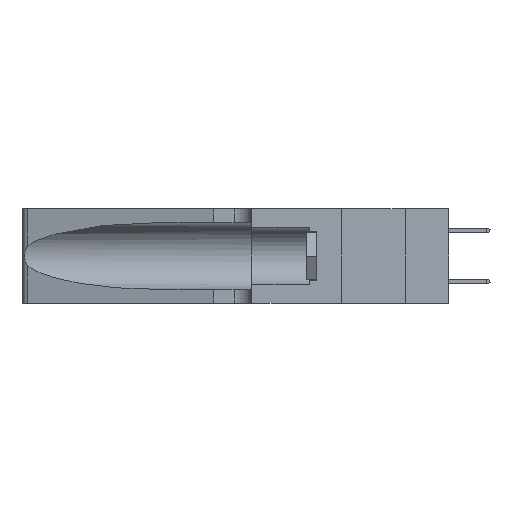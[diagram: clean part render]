
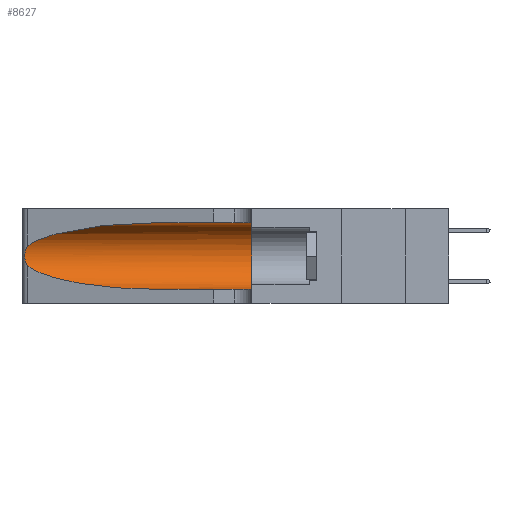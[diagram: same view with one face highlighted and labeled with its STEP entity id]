
A CAD part, left-side view. The second image highlights one B-rep face of the part: STEP entity #8627.
In plain terms, the highlighted cylindrical face has radius 3.308 mm (diameter 6.617 mm), a partial arc.
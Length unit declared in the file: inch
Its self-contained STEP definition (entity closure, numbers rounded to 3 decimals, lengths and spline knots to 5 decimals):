
#568 = CARTESIAN_POINT ( 'NONE',  ( 0.26075, 1.23896, 0.19203 ) ) ;
#1140 = EDGE_CURVE ( 'NONE', #22688, #7341, #19562, .T. ) ;
#2433 = DIRECTION ( 'NONE',  ( 0., 0., -1. ) ) ;
#2519 = ORIENTED_EDGE ( 'NONE', *, *, #26599, .F. ) ;
#2609 = CARTESIAN_POINT ( 'NONE',  ( 0.1305, 1.61858, 0.185 ) ) ;
#3318 = DIRECTION ( 'NONE',  ( 0., -1., 0. ) ) ;
#3319 = ORIENTED_EDGE ( 'NONE', *, *, #22028, .T. ) ;
#3470 = DIRECTION ( 'NONE',  ( 0., 1., 0. ) ) ;
#4394 = VERTEX_POINT ( 'NONE', #16264 ) ;
#4520 = CARTESIAN_POINT ( 'NONE',  ( 0.1305, 1.61858, 0.31525 ) ) ;
#5032 = CARTESIAN_POINT ( 'NONE',  ( 0.2373, 1.15595, 0.08982 ) ) ;
#5209 = CARTESIAN_POINT ( 'NONE',  ( 0.25639, 1.23184, 0.21858 ) ) ;
#5808 = CYLINDRICAL_SURFACE ( 'NONE', #15558, 0.13025 ) ;
#6154 = FACE_OUTER_BOUND ( 'NONE', #18538, .T. ) ;
#6845 = VECTOR ( 'NONE', #15580, 39.37008 ) ;
#7341 = VERTEX_POINT ( 'NONE', #16053 ) ;
#8627 = ADVANCED_FACE ( 'NONE', ( #6154 ), #5808, .F. ) ;
#9223 = CARTESIAN_POINT ( 'NONE',  ( 0.26017, 1.23833, 0.17102 ) ) ;
#10566 = ORIENTED_EDGE ( 'NONE', *, *, #16602, .T. ) ;
#10924 = DIRECTION ( 'NONE',  ( 0., -1., 0. ) ) ;
#10967 = VERTEX_POINT ( 'NONE', #12093 ) ;
#11129 = CARTESIAN_POINT ( 'NONE',  ( 0.2373, 1.15595, 0.28018 ) ) ;
#12093 = CARTESIAN_POINT ( 'NONE',  ( 0.1305, 0.72297, 0.05475 ) ) ;
#12593 = CARTESIAN_POINT ( 'NONE',  ( 0.1305, 0.35, 0.05475 ) ) ;
#13207 = CARTESIAN_POINT ( 'NONE',  ( 0.1305, 0.72297, 0.31525 ) ) ;
#13581 = CARTESIAN_POINT ( 'NONE',  ( 0.25555, 1.22994, 0.2215 ) ) ;
#13682 = CARTESIAN_POINT ( 'NONE',  ( 0.26018, 1.23835, 0.19895 ) ) ;
#13730 = VECTOR ( 'NONE', #10924, 39.37008 ) ;
#13774 = CARTESIAN_POINT ( 'NONE',  ( 0.25639, 1.23186, 0.15144 ) ) ;
#13796 = CARTESIAN_POINT ( 'NONE',  ( 0.1305, 0.72297, 0.05475 ) ) ;
#13866 = CARTESIAN_POINT ( 'NONE',  ( 0.25789, 1.23486, 0.15765 ) ) ;
#13956 =( BOUNDED_CURVE ( )  B_SPLINE_CURVE ( 3, ( #24906, #5032, #20273, #13796 ),
 .UNSPECIFIED., .F., .T. ) 
 B_SPLINE_CURVE_WITH_KNOTS ( ( 4, 4 ),
 ( 3.44316, 4.71239 ),
 .UNSPECIFIED. ) 
 CURVE ( )  GEOMETRIC_REPRESENTATION_ITEM ( )  RATIONAL_B_SPLINE_CURVE ( ( 1., 0.87, 0.87, 1. ) ) 
 REPRESENTATION_ITEM ( '' )  );
#14501 = CARTESIAN_POINT ( 'NONE',  ( 0.1305, 0.35, 0.185 ) ) ;
#15558 = AXIS2_PLACEMENT_3D ( 'NONE', #2609, #3318, #2433 ) ;
#15580 = DIRECTION ( 'NONE',  ( 0., -1., 0. ) ) ;
#16053 = CARTESIAN_POINT ( 'NONE',  ( 0.1305, 0.35, 0.31525 ) ) ;
#16264 = CARTESIAN_POINT ( 'NONE',  ( 0.25487, 1.22718, 0.14631 ) ) ;
#16602 = EDGE_CURVE ( 'NONE', #4394, #10967, #13956, .T. ) ;
#17023 = VERTEX_POINT ( 'NONE', #12593 ) ;
#18047 = CARTESIAN_POINT ( 'NONE',  ( 0.1305, 1.61858, 0.05475 ) ) ;
#18068 = CARTESIAN_POINT ( 'NONE',  ( 0.25856, 1.23593, 0.16098 ) ) ;
#18107 = EDGE_CURVE ( 'NONE', #22688, #25630, #19906, .T. ) ;
#18164 = CARTESIAN_POINT ( 'NONE',  ( 0.25555, 1.22993, 0.14849 ) ) ;
#18261 = CARTESIAN_POINT ( 'NONE',  ( 0.25487, 1.22718, 0.14631 ) ) ;
#18538 = EDGE_LOOP ( 'NONE', ( #24916, #27182, #10566, #3319, #2519, #21074 ) ) ;
#19562 = LINE ( 'NONE', #4520, #13730 ) ;
#19906 =( BOUNDED_CURVE ( )  B_SPLINE_CURVE ( 3, ( #13207, #21894, #11129, #26327 ),
 .UNSPECIFIED., .F., .F. ) 
 B_SPLINE_CURVE_WITH_KNOTS ( ( 4, 4 ),
 ( 1.5708, 2.84003 ),
 .UNSPECIFIED. ) 
 CURVE ( )  GEOMETRIC_REPRESENTATION_ITEM ( )  RATIONAL_B_SPLINE_CURVE ( ( 1., 0.87, 0.87, 1. ) ) 
 REPRESENTATION_ITEM ( '' )  );
#20168 = CARTESIAN_POINT ( 'NONE',  ( 0.25487, 1.22718, 0.22369 ) ) ;
#20273 = CARTESIAN_POINT ( 'NONE',  ( 0.18966, 0.96281, 0.05475 ) ) ;
#20810 = LINE ( 'NONE', #18047, #6845 ) ;
#21074 = ORIENTED_EDGE ( 'NONE', *, *, #1140, .F. ) ;
#21894 = CARTESIAN_POINT ( 'NONE',  ( 0.18966, 0.96281, 0.31525 ) ) ;
#22028 = EDGE_CURVE ( 'NONE', #10967, #17023, #20810, .T. ) ;
#22262 = CARTESIAN_POINT ( 'NONE',  ( 0.25787, 1.23484, 0.2124 ) ) ;
#22688 = VERTEX_POINT ( 'NONE', #24810 ) ;
#24058 = B_SPLINE_CURVE_WITH_KNOTS ( 'NONE', 3,
 ( #26601, #13581, #5209, #22262, #26693, #13682, #568, #26882, #9223, #18068, #13866, #13774, #18164, #18261 ),
 .UNSPECIFIED., .F., .F.,
 ( 4, 2, 2, 2, 2, 2, 4 ),
 ( 0., 0.00027, 0.00053, 0.00107, 0.0016, 0.00187, 0.00214 ),
 .UNSPECIFIED. ) ;
#24810 = CARTESIAN_POINT ( 'NONE',  ( 0.1305, 0.72297, 0.31525 ) ) ;
#24906 = CARTESIAN_POINT ( 'NONE',  ( 0.25487, 1.22718, 0.14631 ) ) ;
#24916 = ORIENTED_EDGE ( 'NONE', *, *, #18107, .T. ) ;
#25235 = DIRECTION ( 'NONE',  ( 0., 0., 1. ) ) ;
#25630 = VERTEX_POINT ( 'NONE', #20168 ) ;
#26327 = CARTESIAN_POINT ( 'NONE',  ( 0.25487, 1.22718, 0.22369 ) ) ;
#26599 = EDGE_CURVE ( 'NONE', #7341, #17023, #27342, .T. ) ;
#26601 = CARTESIAN_POINT ( 'NONE',  ( 0.25487, 1.22718, 0.22369 ) ) ;
#26693 = CARTESIAN_POINT ( 'NONE',  ( 0.25854, 1.2359, 0.20912 ) ) ;
#26882 = CARTESIAN_POINT ( 'NONE',  ( 0.26075, 1.23896, 0.178 ) ) ;
#27182 = ORIENTED_EDGE ( 'NONE', *, *, #27715, .T. ) ;
#27342 = CIRCLE ( 'NONE', #27689, 0.13025 ) ;
#27689 = AXIS2_PLACEMENT_3D ( 'NONE', #14501, #3470, #25235 ) ;
#27715 = EDGE_CURVE ( 'NONE', #25630, #4394, #24058, .T. ) ;
